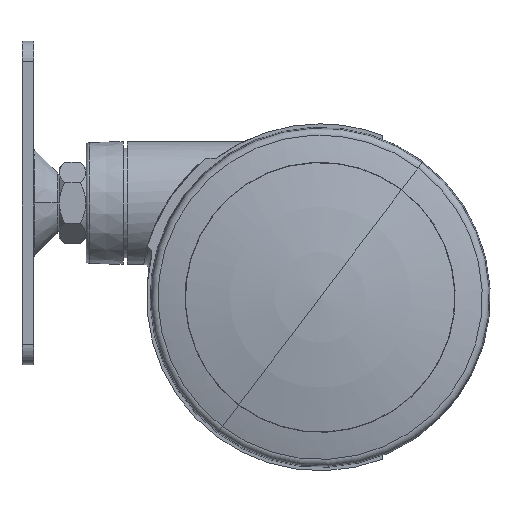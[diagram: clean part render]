
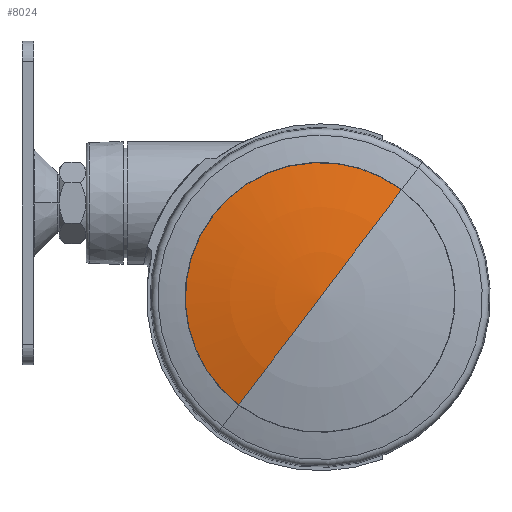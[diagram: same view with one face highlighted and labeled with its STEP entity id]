
A CAD part, left-side view. The second image highlights one B-rep face of the part: STEP entity #8024.
In plain terms, the highlighted toroidal (fillet/blend) face has major radius 3.685 mm and minor radius 200 mm.
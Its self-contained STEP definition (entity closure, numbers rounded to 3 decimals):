
#173 = CARTESIAN_POINT ( 'NONE',  ( 40., 0., -14.705 ) ) ;
#706 = CIRCLE ( 'NONE', #5273, 40. ) ;
#1191 = CARTESIAN_POINT ( 'NONE',  ( 0., 0., 180.466 ) ) ;
#1300 = AXIS2_PLACEMENT_3D ( 'NONE', #1479, #3981, #6463 ) ;
#1324 = CARTESIAN_POINT ( 'NONE',  ( -40., 0., -14.705 ) ) ;
#1360 = DIRECTION ( 'NONE',  ( 0., 0., -1. ) ) ;
#1450 = AXIS2_PLACEMENT_3D ( 'NONE', #4482, #6962, #1360 ) ;
#1479 = CARTESIAN_POINT ( 'NONE',  ( 3.685, 0., 180.466 ) ) ;
#1565 = DIRECTION ( 'NONE',  ( 1., 0., 0. ) ) ;
#1805 = FACE_OUTER_BOUND ( 'NONE', #4370, .T. ) ;
#2436 = VERTEX_POINT ( 'NONE', #2460 ) ;
#2460 = CARTESIAN_POINT ( 'NONE',  ( 0., 0., -19.5 ) ) ;
#2562 = EDGE_CURVE ( 'NONE', #2436, #3164, #8106, .T. ) ;
#3006 = AXIS2_PLACEMENT_3D ( 'NONE', #1191, #3693, #6179 ) ;
#3164 = VERTEX_POINT ( 'NONE', #173 ) ;
#3693 = DIRECTION ( 'NONE',  ( 0., 0., 1. ) ) ;
#3811 = EDGE_CURVE ( 'NONE', #5907, #3164, #706, .T. ) ;
#3981 = DIRECTION ( 'NONE',  ( 0., 1., 0. ) ) ;
#4370 = EDGE_LOOP ( 'NONE', ( #6292, #5839, #4727 ) ) ;
#4482 = CARTESIAN_POINT ( 'NONE',  ( -3.685, 0., 180.466 ) ) ;
#4686 = CARTESIAN_POINT ( 'NONE',  ( 0., 0., -14.705 ) ) ;
#4727 = ORIENTED_EDGE ( 'NONE', *, *, #3811, .T. ) ;
#4821 = CIRCLE ( 'NONE', #1300, 200. ) ;
#5273 = AXIS2_PLACEMENT_3D ( 'NONE', #4686, #7167, #1565 ) ;
#5839 = ORIENTED_EDGE ( 'NONE', *, *, #6080, .T. ) ;
#5907 = VERTEX_POINT ( 'NONE', #1324 ) ;
#6080 = EDGE_CURVE ( 'NONE', #2436, #5907, #4821, .T. ) ;
#6179 = DIRECTION ( 'NONE',  ( 1., 0., 0. ) ) ;
#6292 = ORIENTED_EDGE ( 'NONE', *, *, #2562, .F. ) ;
#6463 = DIRECTION ( 'NONE',  ( -1., 0., 0. ) ) ;
#6539 = TOROIDAL_SURFACE ( 'NONE', #3006, -3.685, 200. ) ;
#6962 = DIRECTION ( 'NONE',  ( 0., -1., 0. ) ) ;
#7167 = DIRECTION ( 'NONE',  ( 0., 0., -1. ) ) ;
#8024 = ADVANCED_FACE ( 'NONE', ( #1805 ), #6539, .T. ) ;
#8106 = CIRCLE ( 'NONE', #1450, 200. ) ;
